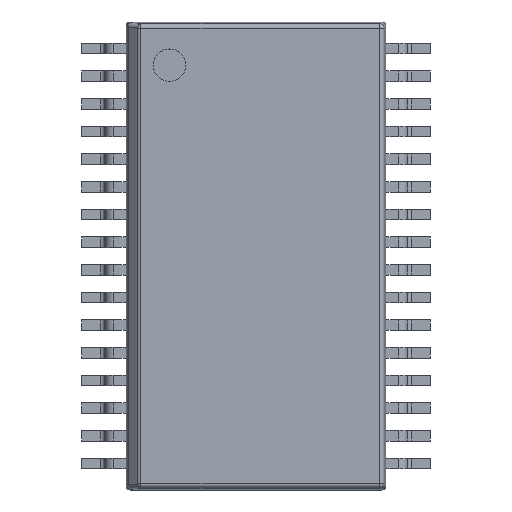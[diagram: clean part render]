
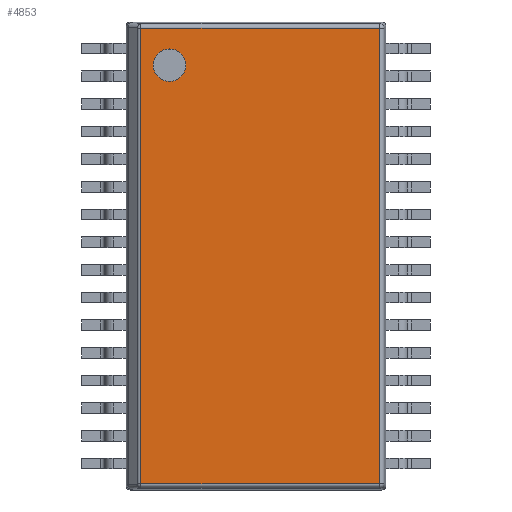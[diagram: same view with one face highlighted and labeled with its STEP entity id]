
A CAD part, top view. The second image highlights one B-rep face of the part: STEP entity #4853.
In plain terms, the highlighted planar face has unit normal (0, 0, 1).
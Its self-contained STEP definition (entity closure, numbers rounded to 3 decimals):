
#4008 = CYLINDRICAL_SURFACE('',#4009,0.1);
#4009 = AXIS2_PLACEMENT_3D('',#4010,#4011,#4012);
#4010 = CARTESIAN_POINT('',(0.3,10.857,1.1));
#4011 = DIRECTION('',(1.,0.,0.));
#4012 = DIRECTION('',(-0.,0.995,0.105));
#4209 = CYLINDRICAL_SURFACE('',#4210,0.1);
#4210 = AXIS2_PLACEMENT_3D('',#4211,#4212,#4213);
#4211 = CARTESIAN_POINT('',(0.3,0.143,1.1));
#4212 = DIRECTION('',(1.,-0.,0.));
#4213 = DIRECTION('',(-0.,-0.995,0.105));
#4310 = CYLINDRICAL_SURFACE('',#4311,0.1);
#4311 = AXIS2_PLACEMENT_3D('',#4312,#4313,#4314);
#4312 = CARTESIAN_POINT('',(0.341,0.053,1.1));
#4313 = DIRECTION('',(0.,1.,0.));
#4314 = DIRECTION('',(-0.707,0.,0.707));
#4471 = VERTEX_POINT('',#4472);
#4472 = CARTESIAN_POINT('',(0.341,10.857,1.2));
#4505 = EDGE_CURVE('',#4471,#4506,#4508,.T.);
#4506 = VERTEX_POINT('',#4507);
#4507 = CARTESIAN_POINT('',(5.957,10.857,1.2));
#4508 = SURFACE_CURVE('',#4509,(#4513,#4520),.PCURVE_S1.);
#4509 = LINE('',#4510,#4511);
#4510 = CARTESIAN_POINT('',(0.3,10.857,1.2));
#4511 = VECTOR('',#4512,1.);
#4512 = DIRECTION('',(1.,0.,0.));
#4513 = PCURVE('',#4008,#4514);
#4514 = DEFINITIONAL_REPRESENTATION('',(#4515),#4519);
#4515 = LINE('',#4516,#4517);
#4516 = CARTESIAN_POINT('',(1.466,0.));
#4517 = VECTOR('',#4518,1.);
#4518 = DIRECTION('',(0.,1.));
#4519 = ( GEOMETRIC_REPRESENTATION_CONTEXT(2) 
PARAMETRIC_REPRESENTATION_CONTEXT() REPRESENTATION_CONTEXT('2D SPACE',''
  ) );
#4520 = PCURVE('',#4521,#4526);
#4521 = PLANE('',#4522);
#4522 = AXIS2_PLACEMENT_3D('',#4523,#4524,#4525);
#4523 = CARTESIAN_POINT('',(0.,0.,1.2));
#4524 = DIRECTION('',(0.,0.,1.));
#4525 = DIRECTION('',(1.,0.,-0.));
#4526 = DEFINITIONAL_REPRESENTATION('',(#4527),#4531);
#4527 = LINE('',#4528,#4529);
#4528 = CARTESIAN_POINT('',(0.3,10.857));
#4529 = VECTOR('',#4530,1.);
#4530 = DIRECTION('',(1.,0.));
#4531 = ( GEOMETRIC_REPRESENTATION_CONTEXT(2) 
PARAMETRIC_REPRESENTATION_CONTEXT() REPRESENTATION_CONTEXT('2D SPACE',''
  ) );
#4649 = VERTEX_POINT('',#4650);
#4650 = CARTESIAN_POINT('',(0.341,0.143,1.2));
#4683 = EDGE_CURVE('',#4649,#4684,#4686,.T.);
#4684 = VERTEX_POINT('',#4685);
#4685 = CARTESIAN_POINT('',(5.957,0.143,1.2));
#4686 = SURFACE_CURVE('',#4687,(#4691,#4698),.PCURVE_S1.);
#4687 = LINE('',#4688,#4689);
#4688 = CARTESIAN_POINT('',(0.3,0.143,1.2));
#4689 = VECTOR('',#4690,1.);
#4690 = DIRECTION('',(1.,-0.,0.));
#4691 = PCURVE('',#4209,#4692);
#4692 = DEFINITIONAL_REPRESENTATION('',(#4693),#4697);
#4693 = LINE('',#4694,#4695);
#4694 = CARTESIAN_POINT('',(-1.466,0.));
#4695 = VECTOR('',#4696,1.);
#4696 = DIRECTION('',(-0.,1.));
#4697 = ( GEOMETRIC_REPRESENTATION_CONTEXT(2) 
PARAMETRIC_REPRESENTATION_CONTEXT() REPRESENTATION_CONTEXT('2D SPACE',''
  ) );
#4698 = PCURVE('',#4521,#4699);
#4699 = DEFINITIONAL_REPRESENTATION('',(#4700),#4704);
#4700 = LINE('',#4701,#4702);
#4701 = CARTESIAN_POINT('',(0.3,0.143));
#4702 = VECTOR('',#4703,1.);
#4703 = DIRECTION('',(1.,0.));
#4704 = ( GEOMETRIC_REPRESENTATION_CONTEXT(2) 
PARAMETRIC_REPRESENTATION_CONTEXT() REPRESENTATION_CONTEXT('2D SPACE',''
  ) );
#4749 = EDGE_CURVE('',#4649,#4471,#4750,.T.);
#4750 = SURFACE_CURVE('',#4751,(#4755,#4762),.PCURVE_S1.);
#4751 = LINE('',#4752,#4753);
#4752 = CARTESIAN_POINT('',(0.341,0.053,1.2));
#4753 = VECTOR('',#4754,1.);
#4754 = DIRECTION('',(0.,1.,0.));
#4755 = PCURVE('',#4310,#4756);
#4756 = DEFINITIONAL_REPRESENTATION('',(#4757),#4761);
#4757 = LINE('',#4758,#4759);
#4758 = CARTESIAN_POINT('',(0.785,0.));
#4759 = VECTOR('',#4760,1.);
#4760 = DIRECTION('',(0.,1.));
#4761 = ( GEOMETRIC_REPRESENTATION_CONTEXT(2) 
PARAMETRIC_REPRESENTATION_CONTEXT() REPRESENTATION_CONTEXT('2D SPACE',''
  ) );
#4762 = PCURVE('',#4521,#4763);
#4763 = DEFINITIONAL_REPRESENTATION('',(#4764),#4768);
#4764 = LINE('',#4765,#4766);
#4765 = CARTESIAN_POINT('',(0.341,0.053));
#4766 = VECTOR('',#4767,1.);
#4767 = DIRECTION('',(0.,1.));
#4768 = ( GEOMETRIC_REPRESENTATION_CONTEXT(2) 
PARAMETRIC_REPRESENTATION_CONTEXT() REPRESENTATION_CONTEXT('2D SPACE',''
  ) );
#4810 = CYLINDRICAL_SURFACE('',#4811,0.1);
#4811 = AXIS2_PLACEMENT_3D('',#4812,#4813,#4814);
#4812 = CARTESIAN_POINT('',(5.957,0.053,1.1));
#4813 = DIRECTION('',(0.,1.,-0.));
#4814 = DIRECTION('',(0.995,0.,0.105));
#4853 = ADVANCED_FACE('',(#4854,#4880),#4521,.T.);
#4854 = FACE_BOUND('',#4855,.T.);
#4855 = EDGE_LOOP('',(#4856,#4857,#4858,#4859));
#4856 = ORIENTED_EDGE('',*,*,#4505,.F.);
#4857 = ORIENTED_EDGE('',*,*,#4749,.F.);
#4858 = ORIENTED_EDGE('',*,*,#4683,.T.);
#4859 = ORIENTED_EDGE('',*,*,#4860,.T.);
#4860 = EDGE_CURVE('',#4684,#4506,#4861,.T.);
#4861 = SURFACE_CURVE('',#4862,(#4866,#4873),.PCURVE_S1.);
#4862 = LINE('',#4863,#4864);
#4863 = CARTESIAN_POINT('',(5.957,0.053,1.2));
#4864 = VECTOR('',#4865,1.);
#4865 = DIRECTION('',(0.,1.,-0.));
#4866 = PCURVE('',#4521,#4867);
#4867 = DEFINITIONAL_REPRESENTATION('',(#4868),#4872);
#4868 = LINE('',#4869,#4870);
#4869 = CARTESIAN_POINT('',(5.957,0.053));
#4870 = VECTOR('',#4871,1.);
#4871 = DIRECTION('',(0.,1.));
#4872 = ( GEOMETRIC_REPRESENTATION_CONTEXT(2) 
PARAMETRIC_REPRESENTATION_CONTEXT() REPRESENTATION_CONTEXT('2D SPACE',''
  ) );
#4873 = PCURVE('',#4810,#4874);
#4874 = DEFINITIONAL_REPRESENTATION('',(#4875),#4879);
#4875 = LINE('',#4876,#4877);
#4876 = CARTESIAN_POINT('',(-1.466,0.));
#4877 = VECTOR('',#4878,1.);
#4878 = DIRECTION('',(-0.,1.));
#4879 = ( GEOMETRIC_REPRESENTATION_CONTEXT(2) 
PARAMETRIC_REPRESENTATION_CONTEXT() REPRESENTATION_CONTEXT('2D SPACE',''
  ) );
#4880 = FACE_BOUND('',#4881,.T.);
#4881 = EDGE_LOOP('',(#4882));
#4882 = ORIENTED_EDGE('',*,*,#4883,.F.);
#4883 = EDGE_CURVE('',#4884,#4884,#4886,.T.);
#4884 = VERTEX_POINT('',#4885);
#4885 = CARTESIAN_POINT('',(1.398,9.983,1.2));
#4886 = SURFACE_CURVE('',#4887,(#4892,#4899),.PCURVE_S1.);
#4887 = CIRCLE('',#4888,0.381);
#4888 = AXIS2_PLACEMENT_3D('',#4889,#4890,#4891);
#4889 = CARTESIAN_POINT('',(1.017,9.983,1.2));
#4890 = DIRECTION('',(0.,0.,1.));
#4891 = DIRECTION('',(1.,0.,-0.));
#4892 = PCURVE('',#4521,#4893);
#4893 = DEFINITIONAL_REPRESENTATION('',(#4894),#4898);
#4894 = CIRCLE('',#4895,0.381);
#4895 = AXIS2_PLACEMENT_2D('',#4896,#4897);
#4896 = CARTESIAN_POINT('',(1.017,9.983));
#4897 = DIRECTION('',(1.,0.));
#4898 = ( GEOMETRIC_REPRESENTATION_CONTEXT(2) 
PARAMETRIC_REPRESENTATION_CONTEXT() REPRESENTATION_CONTEXT('2D SPACE',''
  ) );
#4899 = PCURVE('',#4900,#4905);
#4900 = CYLINDRICAL_SURFACE('',#4901,0.381);
#4901 = AXIS2_PLACEMENT_3D('',#4902,#4903,#4904);
#4902 = CARTESIAN_POINT('',(1.017,9.983,1.1));
#4903 = DIRECTION('',(0.,0.,1.));
#4904 = DIRECTION('',(1.,0.,-0.));
#4905 = DEFINITIONAL_REPRESENTATION('',(#4906),#4910);
#4906 = LINE('',#4907,#4908);
#4907 = CARTESIAN_POINT('',(0.,0.1));
#4908 = VECTOR('',#4909,1.);
#4909 = DIRECTION('',(1.,0.));
#4910 = ( GEOMETRIC_REPRESENTATION_CONTEXT(2) 
PARAMETRIC_REPRESENTATION_CONTEXT() REPRESENTATION_CONTEXT('2D SPACE',''
  ) );
